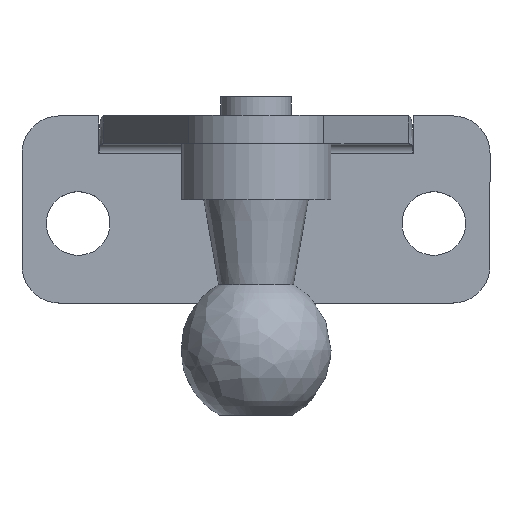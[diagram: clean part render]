
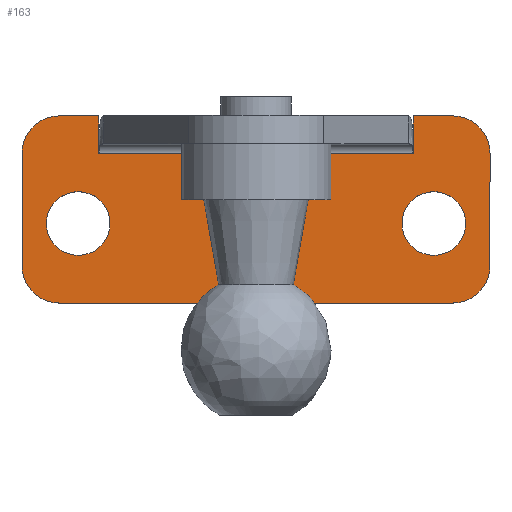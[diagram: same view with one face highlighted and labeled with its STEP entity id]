
A CAD part, top view. The second image highlights one B-rep face of the part: STEP entity #163.
In plain terms, the highlighted planar face has unit normal (0, 0, 1).
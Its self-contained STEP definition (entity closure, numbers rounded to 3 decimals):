
#99=FACE_BOUND('',#249,.T.);
#100=FACE_BOUND('',#250,.T.);
#101=FACE_BOUND('',#251,.T.);
#123=CIRCLE('',#707,2.);
#124=CIRCLE('',#708,2.);
#125=CIRCLE('',#709,2.);
#126=CIRCLE('',#710,2.);
#127=CIRCLE('',#711,1.7);
#128=CIRCLE('',#712,1.7);
#163=ADVANCED_FACE('',(#99,#100,#101),#194,.T.);
#194=PLANE('',#713);
#249=EDGE_LOOP('',(#355,#356,#357,#358,#359,#360,#361,#362,#363,#364,#365,
#366,#367,#368,#369,#370));
#250=EDGE_LOOP('',(#371));
#251=EDGE_LOOP('',(#372));
#355=ORIENTED_EDGE('',*,*,#524,.T.);
#356=ORIENTED_EDGE('',*,*,#522,.T.);
#357=ORIENTED_EDGE('',*,*,#535,.T.);
#358=ORIENTED_EDGE('',*,*,#536,.T.);
#359=ORIENTED_EDGE('',*,*,#539,.T.);
#360=ORIENTED_EDGE('',*,*,#547,.F.);
#361=ORIENTED_EDGE('',*,*,#548,.F.);
#362=ORIENTED_EDGE('',*,*,#549,.F.);
#363=ORIENTED_EDGE('',*,*,#550,.F.);
#364=ORIENTED_EDGE('',*,*,#551,.F.);
#365=ORIENTED_EDGE('',*,*,#552,.F.);
#366=ORIENTED_EDGE('',*,*,#553,.F.);
#367=ORIENTED_EDGE('',*,*,#554,.F.);
#368=ORIENTED_EDGE('',*,*,#542,.F.);
#369=ORIENTED_EDGE('',*,*,#527,.T.);
#370=ORIENTED_EDGE('',*,*,#531,.T.);
#371=ORIENTED_EDGE('',*,*,#555,.T.);
#372=ORIENTED_EDGE('',*,*,#556,.T.);
#455=VERTEX_POINT('',#981);
#457=VERTEX_POINT('',#1079);
#459=VERTEX_POINT('',#1163);
#461=VERTEX_POINT('',#1169);
#462=VERTEX_POINT('',#1170);
#466=VERTEX_POINT('',#1183);
#467=VERTEX_POINT('',#1187);
#469=VERTEX_POINT('',#1193);
#471=VERTEX_POINT('',#1199);
#474=VERTEX_POINT('',#1207);
#475=VERTEX_POINT('',#1211);
#476=VERTEX_POINT('',#1213);
#477=VERTEX_POINT('',#1215);
#478=VERTEX_POINT('',#1217);
#479=VERTEX_POINT('',#1219);
#480=VERTEX_POINT('',#1221);
#481=VERTEX_POINT('',#1224);
#482=VERTEX_POINT('',#1226);
#522=EDGE_CURVE('',#455,#457,#596,.T.);
#524=EDGE_CURVE('',#459,#455,#598,.T.);
#527=EDGE_CURVE('',#461,#462,#601,.T.);
#531=EDGE_CURVE('',#462,#459,#605,.T.);
#535=EDGE_CURVE('',#457,#466,#609,.T.);
#536=EDGE_CURVE('',#466,#467,#610,.T.);
#539=EDGE_CURVE('',#467,#469,#613,.T.);
#542=EDGE_CURVE('',#461,#471,#616,.T.);
#547=EDGE_CURVE('',#474,#469,#621,.T.);
#548=EDGE_CURVE('',#475,#474,#123,.T.);
#549=EDGE_CURVE('',#476,#475,#622,.T.);
#550=EDGE_CURVE('',#477,#476,#124,.T.);
#551=EDGE_CURVE('',#478,#477,#623,.T.);
#552=EDGE_CURVE('',#479,#478,#125,.T.);
#553=EDGE_CURVE('',#480,#479,#624,.T.);
#554=EDGE_CURVE('',#471,#480,#126,.T.);
#555=EDGE_CURVE('',#481,#481,#127,.T.);
#556=EDGE_CURVE('',#482,#482,#128,.T.);
#596=LINE('',#1158,#648);
#598=LINE('',#1162,#650);
#601=LINE('',#1168,#653);
#605=LINE('',#1177,#657);
#609=LINE('',#1184,#661);
#610=LINE('',#1186,#662);
#613=LINE('',#1192,#665);
#616=LINE('',#1198,#668);
#621=LINE('',#1208,#673);
#622=LINE('',#1212,#674);
#623=LINE('',#1216,#675);
#624=LINE('',#1220,#676);
#648=VECTOR('',#785,1.);
#650=VECTOR('',#791,1.);
#653=VECTOR('',#796,1.);
#657=VECTOR('',#802,1.);
#661=VECTOR('',#808,1.);
#662=VECTOR('',#811,1.);
#665=VECTOR('',#816,1.);
#668=VECTOR('',#821,1.);
#673=VECTOR('',#828,1.);
#674=VECTOR('',#833,1.);
#675=VECTOR('',#836,1.);
#676=VECTOR('',#839,1.);
#707=AXIS2_PLACEMENT_3D('',#1210,#831,#832);
#708=AXIS2_PLACEMENT_3D('',#1214,#834,#835);
#709=AXIS2_PLACEMENT_3D('',#1218,#837,#838);
#710=AXIS2_PLACEMENT_3D('',#1222,#840,#841);
#711=AXIS2_PLACEMENT_3D('',#1223,#842,#843);
#712=AXIS2_PLACEMENT_3D('',#1225,#844,#845);
#713=AXIS2_PLACEMENT_3D('',#1227,#846,#847);
#785=DIRECTION('',(-1.,0.,0.));
#791=DIRECTION('',(0.,1.,0.));
#796=DIRECTION('',(0.,-1.,0.));
#802=DIRECTION('',(-1.,0.,0.));
#808=DIRECTION('',(0.,-1.,0.));
#811=DIRECTION('',(-1.,0.,0.));
#816=DIRECTION('',(0.,1.,0.));
#821=DIRECTION('',(1.,0.,0.));
#828=DIRECTION('',(1.,0.,0.));
#831=DIRECTION('',(0.,0.,-1.));
#832=DIRECTION('',(0.,1.,0.));
#833=DIRECTION('',(0.,1.,0.));
#834=DIRECTION('',(0.,0.,-1.));
#835=DIRECTION('',(-1.,0.,0.));
#836=DIRECTION('',(-1.,0.,0.));
#837=DIRECTION('',(0.,0.,-1.));
#838=DIRECTION('',(0.,-1.,0.));
#839=DIRECTION('',(0.,-1.,0.));
#840=DIRECTION('',(0.,0.,-1.));
#841=DIRECTION('',(1.,0.,0.));
#842=DIRECTION('',(0.,0.,-1.));
#843=DIRECTION('',(-1.,0.,0.));
#844=DIRECTION('',(0.,0.,-1.));
#845=DIRECTION('',(-1.,0.,0.));
#846=DIRECTION('',(0.,0.,1.));
#847=DIRECTION('',(-1.,0.,0.));
#981=CARTESIAN_POINT('',(5.907,7.439,1.5));
#1079=CARTESIAN_POINT('',(-10.847,7.439,1.5));
#1158=CARTESIAN_POINT('',(-3.666,7.439,1.5));
#1162=CARTESIAN_POINT('',(5.907,5.934,1.5));
#1163=CARTESIAN_POINT('',(5.907,7.429,1.5));
#1168=CARTESIAN_POINT('',(5.917,6.939,1.5));
#1169=CARTESIAN_POINT('',(5.917,9.439,1.5));
#1170=CARTESIAN_POINT('',(5.917,7.429,1.5));
#1177=CARTESIAN_POINT('',(4.716,7.429,1.5));
#1183=CARTESIAN_POINT('',(-10.847,7.429,1.5));
#1184=CARTESIAN_POINT('',(-10.847,6.939,1.5));
#1186=CARTESIAN_POINT('',(-3.666,7.429,1.5));
#1187=CARTESIAN_POINT('',(-10.857,7.429,1.5));
#1192=CARTESIAN_POINT('',(-10.857,5.934,1.5));
#1193=CARTESIAN_POINT('',(-10.857,9.439,1.5));
#1198=CARTESIAN_POINT('',(8.03,9.439,1.5));
#1199=CARTESIAN_POINT('',(8.03,9.439,1.5));
#1207=CARTESIAN_POINT('',(-12.97,9.439,1.5));
#1208=CARTESIAN_POINT('',(8.03,9.439,1.5));
#1210=CARTESIAN_POINT('',(-12.97,7.439,1.5));
#1211=CARTESIAN_POINT('',(-14.97,7.439,1.5));
#1212=CARTESIAN_POINT('',(-14.97,7.439,1.5));
#1213=CARTESIAN_POINT('',(-14.97,1.439,1.5));
#1214=CARTESIAN_POINT('',(-12.97,1.439,1.5));
#1215=CARTESIAN_POINT('',(-12.97,-0.561,1.5));
#1216=CARTESIAN_POINT('',(-12.97,-0.561,1.5));
#1217=CARTESIAN_POINT('',(8.03,-0.561,1.5));
#1218=CARTESIAN_POINT('',(8.03,1.439,1.5));
#1219=CARTESIAN_POINT('',(10.03,1.439,1.5));
#1220=CARTESIAN_POINT('',(10.03,1.439,1.5));
#1221=CARTESIAN_POINT('',(10.03,7.439,1.5));
#1222=CARTESIAN_POINT('',(8.03,7.439,1.5));
#1223=CARTESIAN_POINT('',(7.03,3.689,1.5));
#1224=CARTESIAN_POINT('',(8.73,3.689,1.5));
#1225=CARTESIAN_POINT('',(-11.97,3.689,1.5));
#1226=CARTESIAN_POINT('',(-10.27,3.689,1.5));
#1227=CARTESIAN_POINT('',(3.515,4.439,1.5));
